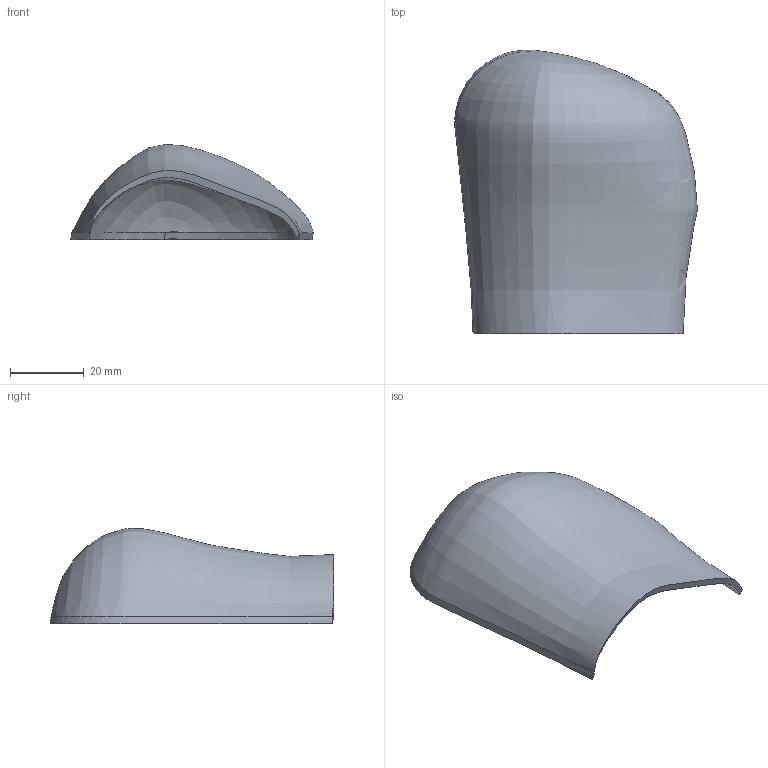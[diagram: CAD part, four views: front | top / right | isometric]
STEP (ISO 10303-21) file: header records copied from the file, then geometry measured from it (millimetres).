
FILE_DESCRIPTION (( 'STEP AP203' ), '1' );
FILE_NAME ('right foot cover.sldasm-Part-2_默认_sldprt.STEP', '2018-02-03T08:02:37', ( '' ), ( '' ), 'SwSTEP 2.0', 'SolidWorks 2014', '' );
FILE_SCHEMA (( 'CONFIG_CONTROL_DESIGN' ));
Length unit declared in the file: millimetre
Products named in the file (1): right foot cover.sldasm-Part-2_默认_sldprt
Bounding box: 65.62 x 76.8 x 25.72 mm (x, y, z)
Volume: 7865.6 mm3; surface area: 12474.2 mm2
Topology: 1 solids, 1 shells, 5 faces, 11 edges, 6 vertices
Faces by surface type: bspline 5
Entity records: 1843 total; most frequent: CARTESIAN_POINT 1697, ORIENTED_EDGE 18, EDGE_CURVE 9, B_SPLINE_CURVE_WITH_KNOTS 9, PERSON_AND_ORGANIZATION 8, VERTEX_POINT 6, CC_DESIGN_PERSON_AND_ORGANIZATION_ASSIGNMENT 5, CALENDAR_DATE 5
